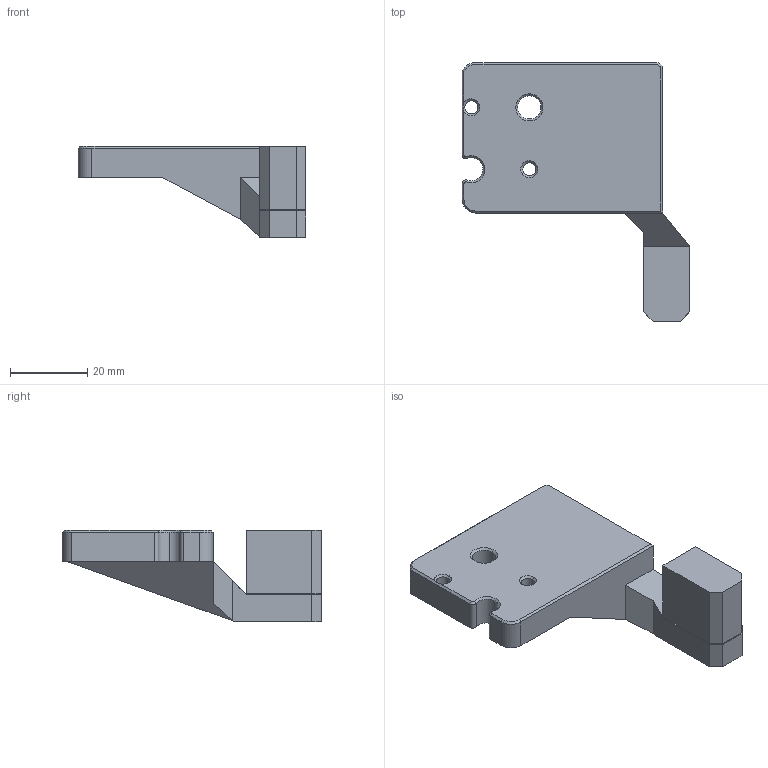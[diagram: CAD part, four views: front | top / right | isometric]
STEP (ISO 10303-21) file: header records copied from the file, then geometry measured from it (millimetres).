
FILE_DESCRIPTION (( 'STEP AP214' ), '1' );
FILE_NAME ('Spacer_below.STEP', '2023-05-21T22:16:38', ( '' ), ( '' ), 'SwSTEP 2.0', 'SolidWorks 2023', '' );
FILE_SCHEMA (( 'AUTOMOTIVE_DESIGN' ));
Length unit declared in the file: millimetre
Products named in the file (1): Spacer_below
Bounding box: 58.9 x 66.9 x 23.6 mm (x, y, z)
Volume: 24741.5 mm3; surface area: 8863.3 mm2
Topology: 2 solids, 2 shells, 82 faces, 207 edges, 128 vertices
Faces by surface type: plane 49, cone 17, cylinder 16
Entity records: 2477 total; most frequent: CARTESIAN_POINT 439, DIRECTION 417, ORIENTED_EDGE 414, EDGE_CURVE 207, LINE 149, VECTOR 149, AXIS2_PLACEMENT_3D 134, VERTEX_POINT 128
